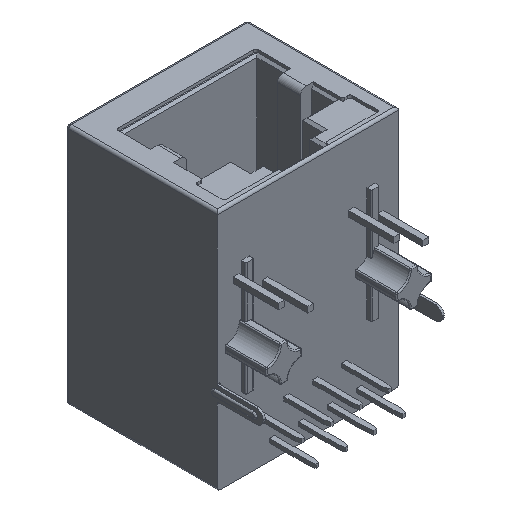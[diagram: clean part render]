
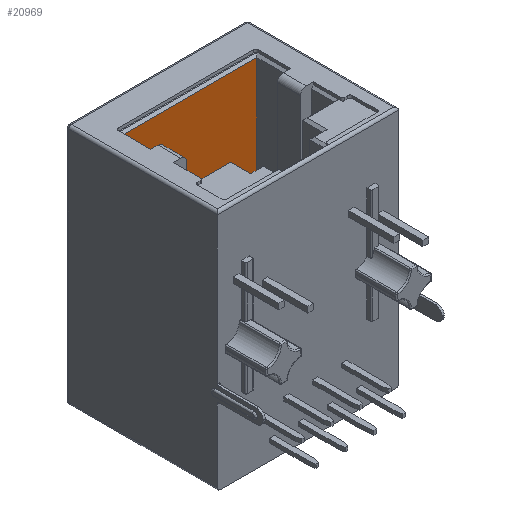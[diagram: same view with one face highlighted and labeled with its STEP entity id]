
A CAD part, isometric view. The second image highlights one B-rep face of the part: STEP entity #20969.
In plain terms, the highlighted planar face has unit normal (0, -1, 0).
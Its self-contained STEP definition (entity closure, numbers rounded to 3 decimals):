
#470 = AXIS2_PLACEMENT_3D ( 'NONE', #4400, #24761, #22995 ) ;
#2171 = EDGE_CURVE ( 'NONE', #19513, #3002, #28788, .T. ) ;
#2510 = VERTEX_POINT ( 'NONE', #8250 ) ;
#3002 = VERTEX_POINT ( 'NONE', #5101 ) ;
#3027 = CARTESIAN_POINT ( 'NONE',  ( 14.065, 14.45, -9.8 ) ) ;
#3668 = FACE_OUTER_BOUND ( 'NONE', #5450, .T. ) ;
#4138 = DIRECTION ( 'NONE',  ( 0., 0., -1. ) ) ;
#4400 = CARTESIAN_POINT ( 'NONE',  ( 14.065, 14.45, 0. ) ) ;
#5101 = CARTESIAN_POINT ( 'NONE',  ( 2.165, 14.45, -9.8 ) ) ;
#5104 = DIRECTION ( 'NONE',  ( 0., 0., -1. ) ) ;
#5450 = EDGE_LOOP ( 'NONE', ( #26097, #20723, #27667, #11936 ) ) ;
#5590 = CARTESIAN_POINT ( 'NONE',  ( 2.165, 14.45, -0.45 ) ) ;
#8147 = VECTOR ( 'NONE', #5104, 1000. ) ;
#8250 = CARTESIAN_POINT ( 'NONE',  ( 14.065, 14.45, -0.45 ) ) ;
#8529 = VERTEX_POINT ( 'NONE', #5590 ) ;
#9889 = LINE ( 'NONE', #16490, #8147 ) ;
#11511 = LINE ( 'NONE', #15851, #26639 ) ;
#11936 = ORIENTED_EDGE ( 'NONE', *, *, #18804, .T. ) ;
#12852 = PLANE ( 'NONE',  #470 ) ;
#15064 = DIRECTION ( 'NONE',  ( -1., 0., 0. ) ) ;
#15181 = CARTESIAN_POINT ( 'NONE',  ( 14.065, 14.45, -0.45 ) ) ;
#15851 = CARTESIAN_POINT ( 'NONE',  ( 2.165, 14.45, -0.45 ) ) ;
#16490 = CARTESIAN_POINT ( 'NONE',  ( 14.065, 14.45, -0.45 ) ) ;
#18804 = EDGE_CURVE ( 'NONE', #2510, #8529, #22215, .T. ) ;
#19513 = VERTEX_POINT ( 'NONE', #3027 ) ;
#19693 = CARTESIAN_POINT ( 'NONE',  ( 14.065, 14.45, -9.8 ) ) ;
#20723 = ORIENTED_EDGE ( 'NONE', *, *, #2171, .F. ) ;
#20969 = ADVANCED_FACE ( 'NONE', ( #3668 ), #12852, .F. ) ;
#22215 = LINE ( 'NONE', #15181, #27496 ) ;
#22288 = VECTOR ( 'NONE', #15064, 1000. ) ;
#22363 = DIRECTION ( 'NONE',  ( -1., 0., 0. ) ) ;
#22995 = DIRECTION ( 'NONE',  ( 1., 0., 0. ) ) ;
#24761 = DIRECTION ( 'NONE',  ( 0., 1., 0. ) ) ;
#25266 = EDGE_CURVE ( 'NONE', #8529, #3002, #11511, .T. ) ;
#26097 = ORIENTED_EDGE ( 'NONE', *, *, #25266, .T. ) ;
#26639 = VECTOR ( 'NONE', #4138, 1000. ) ;
#27302 = EDGE_CURVE ( 'NONE', #2510, #19513, #9889, .T. ) ;
#27496 = VECTOR ( 'NONE', #22363, 1000. ) ;
#27667 = ORIENTED_EDGE ( 'NONE', *, *, #27302, .F. ) ;
#28788 = LINE ( 'NONE', #19693, #22288 ) ;
